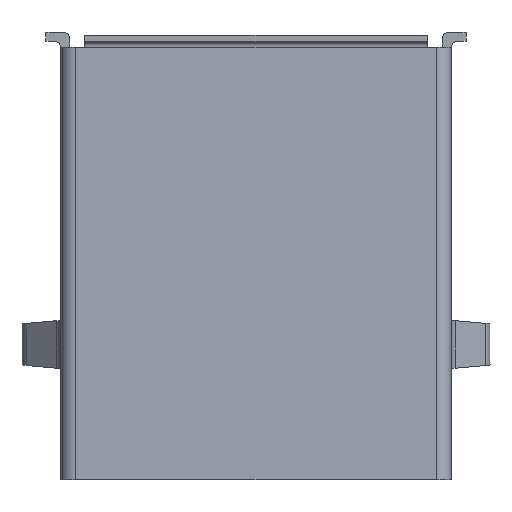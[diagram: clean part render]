
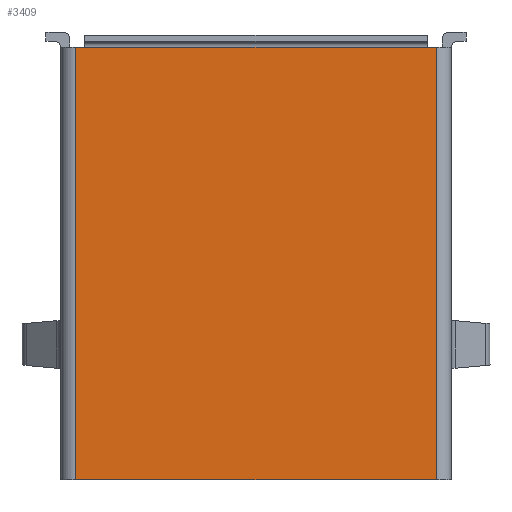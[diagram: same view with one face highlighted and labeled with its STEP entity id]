
A CAD part, front view. The second image highlights one B-rep face of the part: STEP entity #3409.
In plain terms, the highlighted planar face has unit normal (0, -1, 0).
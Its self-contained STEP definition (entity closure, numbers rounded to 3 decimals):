
#40 = ORIENTED_EDGE ( 'NONE', *, *, #2065, .T. ) ;
#283 = EDGE_CURVE ( 'NONE', #2806, #1167, #531, .T. ) ;
#330 = VECTOR ( 'NONE', #1554, 1000. ) ;
#479 = PLANE ( 'NONE',  #1759 ) ;
#531 = LINE ( 'NONE', #720, #1178 ) ;
#720 = CARTESIAN_POINT ( 'NONE',  ( -6.55, -2.56, 7.25 ) ) ;
#738 = CARTESIAN_POINT ( 'NONE',  ( -6.55, -2.56, -7.25 ) ) ;
#757 = VECTOR ( 'NONE', #1807, 1000. ) ;
#784 = LINE ( 'NONE', #738, #3533 ) ;
#796 = EDGE_LOOP ( 'NONE', ( #1346, #3420, #2274, #40 ) ) ;
#892 = CARTESIAN_POINT ( 'NONE',  ( 6.05, -2.56, 7.25 ) ) ;
#1167 = VERTEX_POINT ( 'NONE', #892 ) ;
#1178 = VECTOR ( 'NONE', #2693, 1000. ) ;
#1338 = CARTESIAN_POINT ( 'NONE',  ( -6.05, -2.56, -7.25 ) ) ;
#1346 = ORIENTED_EDGE ( 'NONE', *, *, #3607, .T. ) ;
#1353 = LINE ( 'NONE', #3658, #330 ) ;
#1367 = DIRECTION ( 'NONE',  ( 1., 0., 0. ) ) ;
#1554 = DIRECTION ( 'NONE',  ( 0., 0., -1. ) ) ;
#1691 = CARTESIAN_POINT ( 'NONE',  ( 6.05, -2.56, 7.25 ) ) ;
#1693 = FACE_OUTER_BOUND ( 'NONE', #796, .T. ) ;
#1759 = AXIS2_PLACEMENT_3D ( 'NONE', #2268, #2548, #3356 ) ;
#1807 = DIRECTION ( 'NONE',  ( 0., 0., 1. ) ) ;
#1900 = LINE ( 'NONE', #1691, #757 ) ;
#1921 = CARTESIAN_POINT ( 'NONE',  ( 6.05, -2.56, -7.25 ) ) ;
#2065 = EDGE_CURVE ( 'NONE', #2806, #3665, #1353, .T. ) ;
#2268 = CARTESIAN_POINT ( 'NONE',  ( -6.55, -2.56, 7.25 ) ) ;
#2274 = ORIENTED_EDGE ( 'NONE', *, *, #283, .F. ) ;
#2548 = DIRECTION ( 'NONE',  ( 0., 1., 0. ) ) ;
#2693 = DIRECTION ( 'NONE',  ( 1., 0., 0. ) ) ;
#2806 = VERTEX_POINT ( 'NONE', #3065 ) ;
#2989 = EDGE_CURVE ( 'NONE', #3340, #1167, #1900, .T. ) ;
#3065 = CARTESIAN_POINT ( 'NONE',  ( -6.05, -2.56, 7.25 ) ) ;
#3340 = VERTEX_POINT ( 'NONE', #1921 ) ;
#3356 = DIRECTION ( 'NONE',  ( 0., 0., 1. ) ) ;
#3409 = ADVANCED_FACE ( 'NONE', ( #1693 ), #479, .F. ) ;
#3420 = ORIENTED_EDGE ( 'NONE', *, *, #2989, .T. ) ;
#3533 = VECTOR ( 'NONE', #1367, 1000. ) ;
#3607 = EDGE_CURVE ( 'NONE', #3665, #3340, #784, .T. ) ;
#3658 = CARTESIAN_POINT ( 'NONE',  ( -6.05, -2.56, 7.25 ) ) ;
#3665 = VERTEX_POINT ( 'NONE', #1338 ) ;
